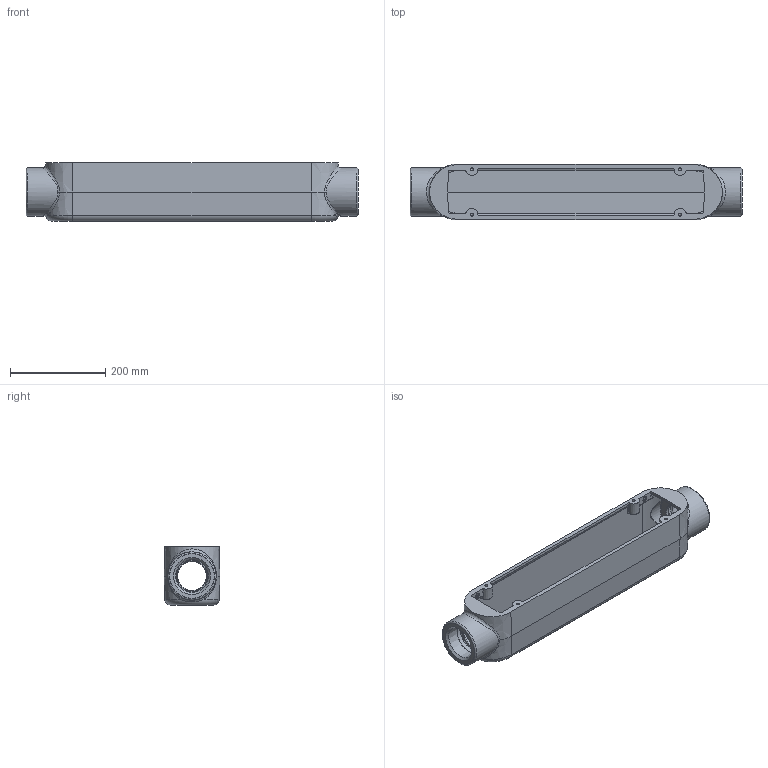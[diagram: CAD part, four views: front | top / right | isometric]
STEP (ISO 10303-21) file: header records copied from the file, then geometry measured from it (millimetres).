
FILE_DESCRIPTION(/* description */ (''),/* implementation_level */ '2;1');
FILE_NAME(/* name */ 'KIL_MOC-7.stp',/* time_stamp */ '2020-06-03T18:52:36+05:00',/* author */ ('lsugumaran'),/* organization */ (''),/* preprocessor_version */ 'ST-DEVELOPER v18',/* originating_system */ 'Autodesk Inventor 2020',/* authorisation */ '');
FILE_SCHEMA (('AUTOMOTIVE_DESIGN { 1 0 10303 214 3 1 1 }'));
Length unit declared in the file: inch
Products named in the file (1): 21243-2
Bounding box: 698.5 x 117.47 x 122.24 mm (x, y, z)
Volume: 2076894 mm3; surface area: 504075.3 mm2
Topology: 1 solids, 1 shells, 670 faces, 1743 edges, 1093 vertices
Faces by surface type: plane 274, bspline 222, cylinder 92, cone 62, torus 12, sphere 8
Full cylindrical faces by diameter (mm): 6.401 x4, 60.858 x2, 73.304 x2, 101.6 x2
Entity records: 30064 total; most frequent: CARTESIAN_POINT 15111, ORIENTED_EDGE 3430, DIRECTION 2516, EDGE_CURVE 1715, VERTEX_POINT 1093, LINE 840, VECTOR 840, AXIS2_PLACEMENT_3D 838
